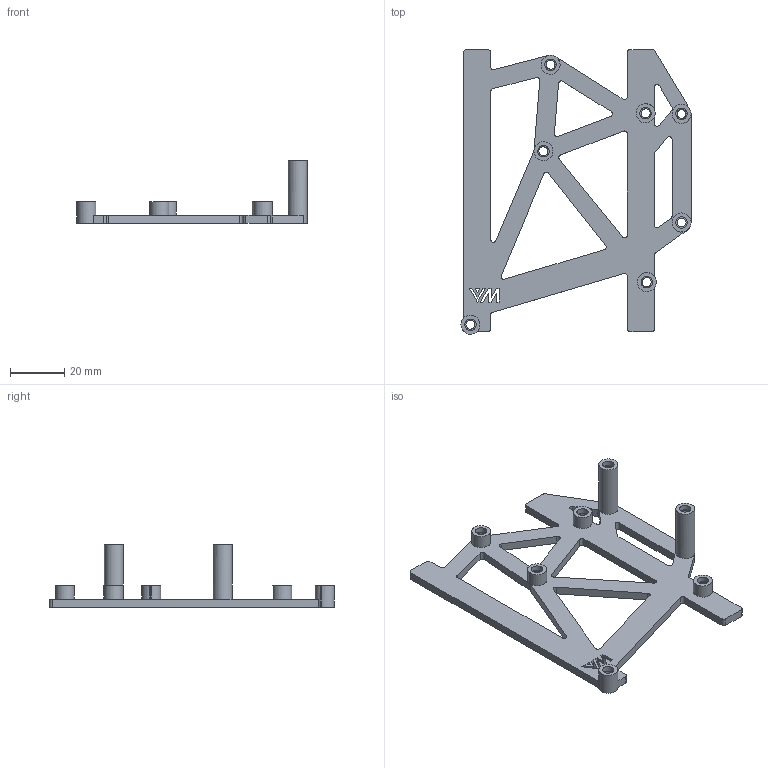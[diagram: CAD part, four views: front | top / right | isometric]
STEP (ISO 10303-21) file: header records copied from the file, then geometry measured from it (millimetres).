
FILE_DESCRIPTION(/* description */ (''),/* implementation_level */ '2;1');
FILE_NAME(/* name */ 'SKR Mini E3 V3.0 Mount v3.step',/* time_stamp */ '2024-01-21T18:47:47+03:00',/* author */ (''),/* organization */ (''),/* preprocessor_version */ 'ST-DEVELOPER v20',/* originating_system */ 'Autodesk Translation Framework v12.14.0.127',/* authorisation */ '');
FILE_SCHEMA (('AUTOMOTIVE_DESIGN { 1 0 10303 214 3 1 1 }'));
Length unit declared in the file: millimetre
Products named in the file (1): SKR Mini E3 V3.0 Mount
Bounding box: 84.69 x 104.72 x 23 mm (x, y, z)
Volume: 15153.7 mm3; surface area: 14279.3 mm2
Topology: 1 solids, 1 shells, 133 faces, 373 edges, 248 vertices
Faces by surface type: plane 78, cylinder 55
Full cylindrical faces by diameter (mm): 3.3 x7, 4.2 x7, 7 x3
Entity records: 4413 total; most frequent: DIRECTION 762, CARTESIAN_POINT 755, ORIENTED_EDGE 746, EDGE_CURVE 373, AXIS2_PLACEMENT_3D 255, LINE 252, VECTOR 252, VERTEX_POINT 248
